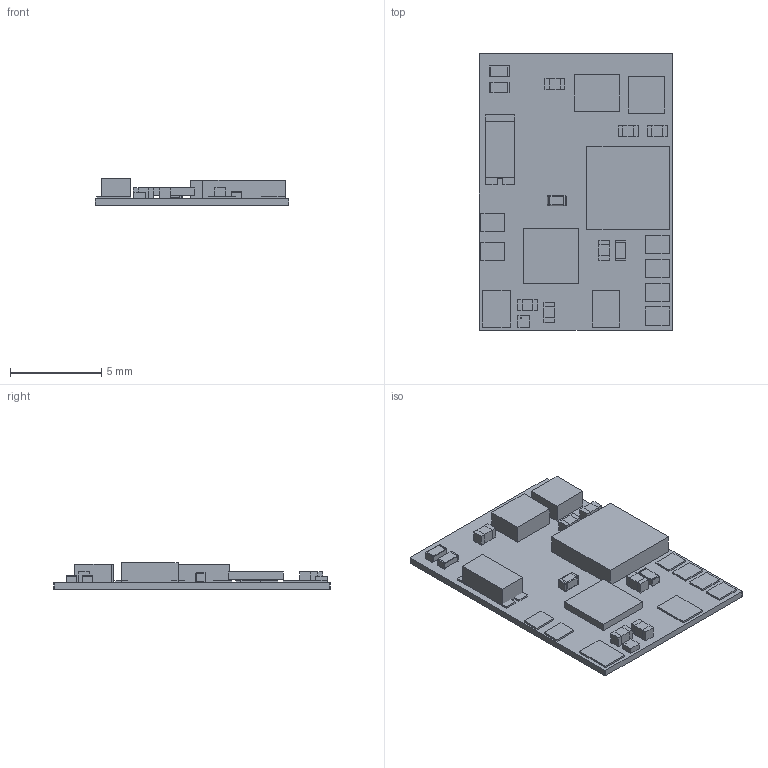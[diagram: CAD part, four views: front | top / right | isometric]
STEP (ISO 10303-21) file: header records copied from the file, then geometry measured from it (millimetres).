
FILE_DESCRIPTION(('Open CASCADE Model'),'2;1');
FILE_NAME('Open CASCADE Shape Model','2019-03-04T11:15:47',('Author'),( 'Open CASCADE'),'Open CASCADE STEP processor 6.8','Open CASCADE 6.8' ,'Unknown');
FILE_SCHEMA(('AUTOMOTIVE_DESIGN { 1 0 10303 214 1 1 1 1 }'));
Length unit declared in the file: millimetre
Products named in the file (69): PCB; Board; NRST; 547118288; Extruded; SFBOOT; Tx; Rx; DebugCLK; DebugIO; U5; 547120208; U4; 547118032; U3; 547120464; U2; 547120592; 547120720; 547120848; U1; 547119568; 534657816; Cylinder; R3; 535391032; Mid_Body; Terminal; Open_CASCADE_STEP_translator_6.8_2.2.1; Mark; R2; 502271816; R1; L1; 502271696; Open_CASCADE_STEP_translator_6.8_12.1.1; Open_CASCADE_STEP_translator_6.8_12.1.2; Open_CASCADE_STEP_translator_6.8_12.2.1; J1; 547120080 ...
Assembly tree (93 placements, depth 5):
  PCB
    Board
    NRST
      547118288
        Extruded
    SFBOOT
      547118288
        Extruded
    Tx
      547118288
        Extruded
    Rx
      547118288
        Extruded
    DebugCLK
      547118288
        Extruded
    DebugIO
      547118288
        Extruded
    U5
      547120208
        Extruded
    U4
      547118032
        Extruded
    U3
      547120464
        Extruded
    U2
      547120592
        Extruded
      547120720
        Extruded
      547120848  x2
        Extruded
    U1
      547119568
        Extruded
      534657816
        Cylinder
    R3
      535391032
        Mid_Body
        Terminal  x2
          Open_CASCADE_STEP_translator_6.8_2.2.1
        Mark
    R2
      502271816
        Mid_Body
        Terminal  x2
          Open_CASCADE_STEP_translator_6.8_2.2.1
        Mark
    R1
      502271816
        Mid_Body
        Terminal  x2
          Open_CASCADE_STEP_translator_6.8_2.2.1
        Mark
    L1
Bounding box: 10.6 x 15.13 x 1.46 mm (x, y, z)
Volume: 101.3 mm3; surface area: 561.2 mm2
Topology: 52 solids, 52 shells, 367 faces, 773 edges, 502 vertices
Faces by surface type: plane 333, cylinder 26, sphere 8
Full cylindrical faces by diameter (mm): 0.06 x1
Entity records: 6414 total; most frequent: DIRECTION 987, CARTESIAN_POINT 904, ORIENTED_EDGE 762, EDGE_CURVE 381, AXIS2_PLACEMENT_3D 329, LINE 329, VECTOR 329, VERTEX_POINT 246
